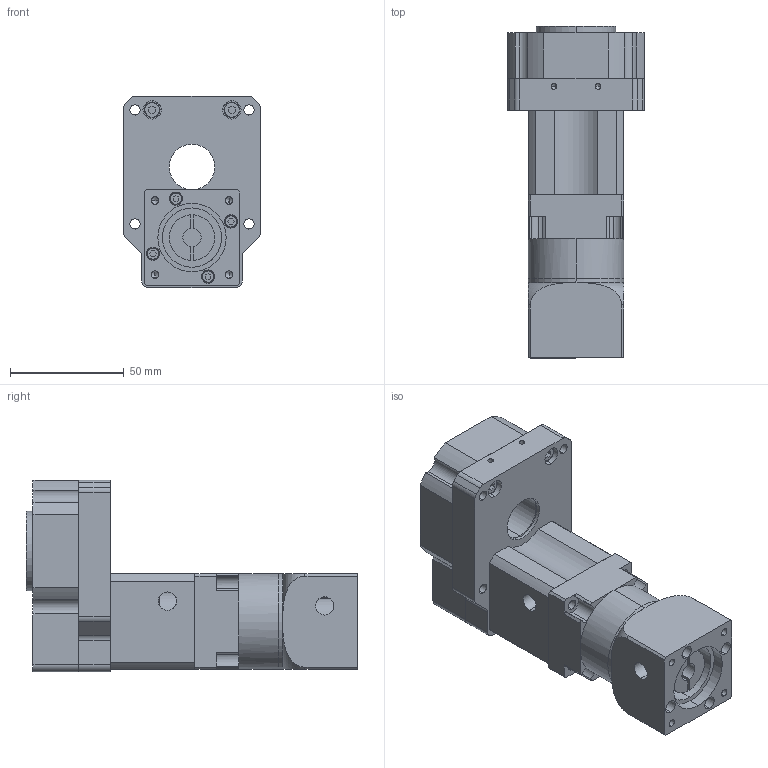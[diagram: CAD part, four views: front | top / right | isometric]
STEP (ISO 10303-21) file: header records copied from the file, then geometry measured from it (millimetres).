
FILE_DESCRIPTION (( 'STEP AP203' ), '1' );
FILE_NAME ('HRP060-H-XX-8-30-46-M4_2023.STEP', '2023-05-19T09:03:49', ( '' ), ( '' ), 'SwSTEP 2.0', 'SolidWorks 2016', '' );
FILE_SCHEMA (( 'CONFIG_CONTROL_DESIGN' ));
Length unit declared in the file: millimetre
Products named in the file (1): HRP060-H-XX-8-30-46-M4_2023
Bounding box: 60 x 145.5 x 84 mm (x, y, z)
Volume: 295283.3 mm3; surface area: 64310.8 mm2
Topology: 3 solids, 9 shells, 512 faces, 1255 edges, 800 vertices
Faces by surface type: cylinder 241, plane 213, cone 42, bspline 12, torus 4
Entity records: 15814 total; most frequent: CARTESIAN_POINT 3344, DIRECTION 2751, ORIENTED_EDGE 2446, EDGE_CURVE 1223, AXIS2_PLACEMENT_3D 1059, VERTEX_POINT 800, LINE 633, VECTOR 633
